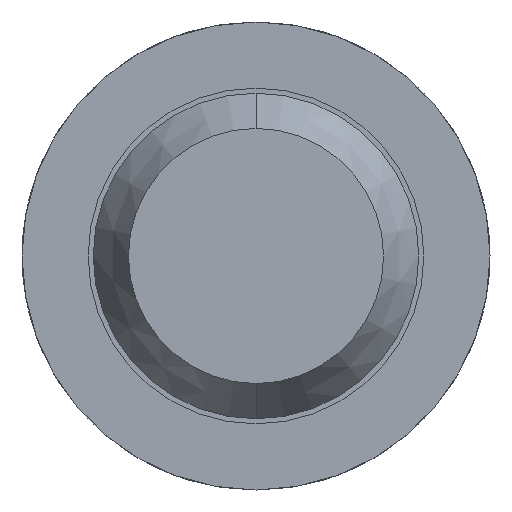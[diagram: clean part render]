
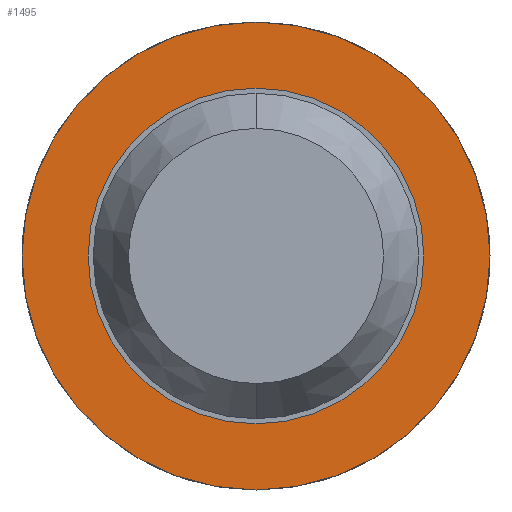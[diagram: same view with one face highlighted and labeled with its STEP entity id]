
A CAD part, front view. The second image highlights one B-rep face of the part: STEP entity #1495.
In plain terms, the highlighted planar face has unit normal (0, -1, 0).
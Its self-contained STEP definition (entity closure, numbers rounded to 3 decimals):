
#31 = AXIS2_PLACEMENT_3D ( 'NONE', #2187, #198, #2856 ) ;
#131 = FACE_BOUND ( 'NONE', #688, .T. ) ;
#162 = CARTESIAN_POINT ( 'NONE',  ( 0., -1.7, -0.825 ) ) ;
#184 = CIRCLE ( 'NONE', #2375, 1.15 ) ;
#198 = DIRECTION ( 'NONE',  ( 0., 1., 0. ) ) ;
#300 = DIRECTION ( 'NONE',  ( 0., 1., 0. ) ) ;
#478 = VERTEX_POINT ( 'NONE', #3225 ) ;
#565 = EDGE_CURVE ( 'Defeature ausgef�hrt1_0+Defeature ausgef�hrt1_7+Defeature ausgef�hrt1_7+Defeature ausgef�hrt1_7', #3165, #1159, #4189, .T. ) ;
#621 = DIRECTION ( 'NONE',  ( 0., 0., 1. ) ) ;
#688 = EDGE_LOOP ( 'NONE', ( #1304, #4297 ) ) ;
#1036 = DIRECTION ( 'NONE',  ( 0., 0., 1. ) ) ;
#1159 = VERTEX_POINT ( 'NONE', #2016 ) ;
#1304 = ORIENTED_EDGE ( 'NONE', *, *, #1860, .T. ) ;
#1495 = ADVANCED_FACE ( 'Defeature ausgef�hrt1_7', ( #4234, #131 ), #3042, .F. ) ;
#1592 = CIRCLE ( 'NONE', #2886, 0.825 ) ;
#1774 = ORIENTED_EDGE ( 'NONE', *, *, #565, .F. ) ;
#1860 = EDGE_CURVE ( 'Defeature ausgef�hrt1_7+Defeature ausgef�hrt1_6+Defeature ausgef�hrt1_6+Defeature ausgef�hrt1_6', #478, #4065, #1964, .T. ) ;
#1940 = CARTESIAN_POINT ( 'NONE',  ( 0., -1.7, 0. ) ) ;
#1964 = CIRCLE ( 'NONE', #31, 0.825 ) ;
#2016 = CARTESIAN_POINT ( 'NONE',  ( 0., -1.7, 1.15 ) ) ;
#2183 = DIRECTION ( 'NONE',  ( 0., 0., 1. ) ) ;
#2187 = CARTESIAN_POINT ( 'NONE',  ( 0., -1.7, 0. ) ) ;
#2233 = EDGE_CURVE ( 'Defeature ausgef�hrt1_7+Defeature ausgef�hrt1_6+Defeature ausgef�hrt1_6+Defeature ausgef�hrt1_6', #4065, #478, #1592, .T. ) ;
#2308 = DIRECTION ( 'NONE',  ( 0., 1., 0. ) ) ;
#2375 = AXIS2_PLACEMENT_3D ( 'NONE', #3885, #2562, #2183 ) ;
#2562 = DIRECTION ( 'NONE',  ( 0., 1., 0. ) ) ;
#2670 = DIRECTION ( 'NONE',  ( 0., 0., 1. ) ) ;
#2768 = EDGE_LOOP ( 'NONE', ( #3143, #1774 ) ) ;
#2856 = DIRECTION ( 'NONE',  ( 0., 0., 1. ) ) ;
#2886 = AXIS2_PLACEMENT_3D ( 'NONE', #1940, #300, #621 ) ;
#3042 = PLANE ( 'NONE',  #4233 ) ;
#3048 = EDGE_CURVE ( 'Defeature ausgef�hrt1_0+Defeature ausgef�hrt1_7+Defeature ausgef�hrt1_7+Defeature ausgef�hrt1_7', #1159, #3165, #184, .T. ) ;
#3143 = ORIENTED_EDGE ( 'NONE', *, *, #3048, .F. ) ;
#3165 = VERTEX_POINT ( 'NONE', #3949 ) ;
#3225 = CARTESIAN_POINT ( 'NONE',  ( 0., -1.7, 0.825 ) ) ;
#3305 = CARTESIAN_POINT ( 'NONE',  ( 0., -1.7, 0. ) ) ;
#3346 = CARTESIAN_POINT ( 'NONE',  ( 0.825, -1.7, 0. ) ) ;
#3384 = DIRECTION ( 'NONE',  ( 0., 1., 0. ) ) ;
#3885 = CARTESIAN_POINT ( 'NONE',  ( 0., -1.7, 0. ) ) ;
#3949 = CARTESIAN_POINT ( 'NONE',  ( 0., -1.7, -1.15 ) ) ;
#4065 = VERTEX_POINT ( 'NONE', #162 ) ;
#4132 = AXIS2_PLACEMENT_3D ( 'NONE', #3305, #2308, #2670 ) ;
#4189 = CIRCLE ( 'NONE', #4132, 1.15 ) ;
#4233 = AXIS2_PLACEMENT_3D ( 'NONE', #3346, #3384, #1036 ) ;
#4234 = FACE_OUTER_BOUND ( 'NONE', #2768, .T. ) ;
#4297 = ORIENTED_EDGE ( 'NONE', *, *, #2233, .T. ) ;
